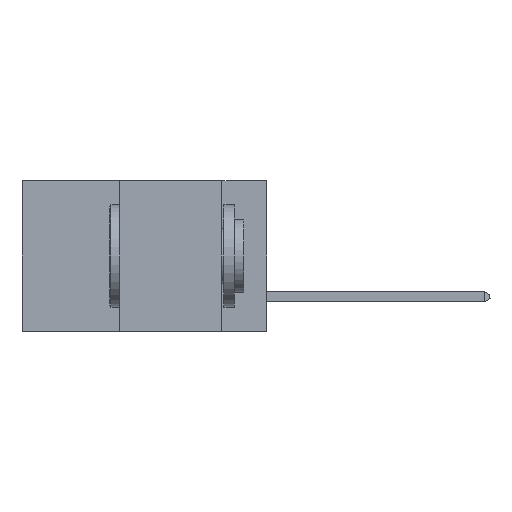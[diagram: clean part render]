
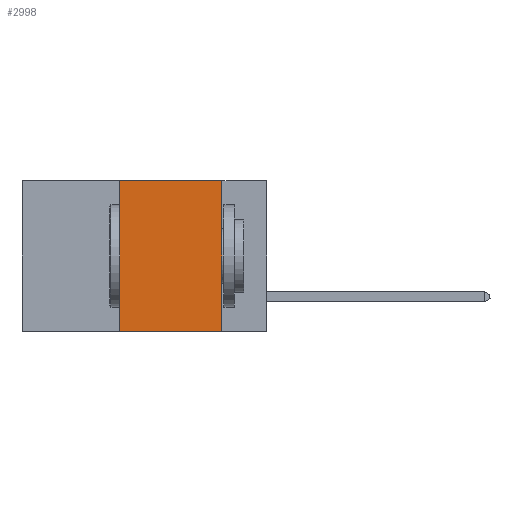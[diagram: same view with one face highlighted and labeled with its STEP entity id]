
A CAD part, left-side view. The second image highlights one B-rep face of the part: STEP entity #2998.
In plain terms, the highlighted planar face has unit normal (-1, 0, 0).
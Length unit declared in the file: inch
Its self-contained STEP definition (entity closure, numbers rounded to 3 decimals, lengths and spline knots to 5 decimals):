
#1643 = CARTESIAN_POINT ( 'NONE',  ( 0., 0.11, 0. ) ) ;
#1874 = DIRECTION ( 'NONE',  ( 0., 0., -1. ) ) ;
#1981 = CARTESIAN_POINT ( 'NONE',  ( 0., 0.6, 0. ) ) ;
#2267 = EDGE_CURVE ( 'NONE', #11652, #18013, #35248, .T. ) ;
#2998 = ADVANCED_FACE ( 'NONE', ( #19772 ), #14323, .F. ) ;
#5652 = DIRECTION ( 'NONE',  ( 0., 0., 1. ) ) ;
#6216 = LINE ( 'NONE', #14704, #37925 ) ;
#6891 = AXIS2_PLACEMENT_3D ( 'NONE', #23338, #23884, #36247 ) ;
#7691 = VECTOR ( 'NONE', #5652, 39.37008 ) ;
#9764 = EDGE_CURVE ( 'NONE', #11652, #40501, #32478, .T. ) ;
#10279 = ORIENTED_EDGE ( 'NONE', *, *, #9764, .F. ) ;
#10420 = ORIENTED_EDGE ( 'NONE', *, *, #22053, .F. ) ;
#10945 = VECTOR ( 'NONE', #37350, 39.37008 ) ;
#11652 = VERTEX_POINT ( 'NONE', #21303 ) ;
#14106 = LINE ( 'NONE', #1981, #28051 ) ;
#14323 = PLANE ( 'NONE',  #6891 ) ;
#14704 = CARTESIAN_POINT ( 'NONE',  ( 0., 0.11, 0. ) ) ;
#17131 = VERTEX_POINT ( 'NONE', #1643 ) ;
#18013 = VERTEX_POINT ( 'NONE', #30696 ) ;
#19772 = FACE_OUTER_BOUND ( 'NONE', #22871, .T. ) ;
#21303 = CARTESIAN_POINT ( 'NONE',  ( 0., 0.36, -0.37 ) ) ;
#22053 = EDGE_CURVE ( 'NONE', #17131, #18013, #6216, .T. ) ;
#22479 = ORIENTED_EDGE ( 'NONE', *, *, #2267, .T. ) ;
#22871 = EDGE_LOOP ( 'NONE', ( #10420, #28735, #10279, #22479 ) ) ;
#23338 = CARTESIAN_POINT ( 'NONE',  ( 0., 0.6, 0. ) ) ;
#23884 = DIRECTION ( 'NONE',  ( 1., 0., 0. ) ) ;
#24465 = CARTESIAN_POINT ( 'NONE',  ( 0., 0.36, 0. ) ) ;
#26774 = DIRECTION ( 'NONE',  ( 0., -1., 0. ) ) ;
#28051 = VECTOR ( 'NONE', #26774, 39.37008 ) ;
#28348 = CARTESIAN_POINT ( 'NONE',  ( 0., 0.6, -0.37 ) ) ;
#28735 = ORIENTED_EDGE ( 'NONE', *, *, #29856, .F. ) ;
#29856 = EDGE_CURVE ( 'NONE', #40501, #17131, #14106, .T. ) ;
#30696 = CARTESIAN_POINT ( 'NONE',  ( 0., 0.11, -0.37 ) ) ;
#32478 = LINE ( 'NONE', #36654, #7691 ) ;
#35248 = LINE ( 'NONE', #28348, #10945 ) ;
#36247 = DIRECTION ( 'NONE',  ( 0., 0., -1. ) ) ;
#36654 = CARTESIAN_POINT ( 'NONE',  ( 0., 0.36, 0. ) ) ;
#37350 = DIRECTION ( 'NONE',  ( 0., -1., 0. ) ) ;
#37925 = VECTOR ( 'NONE', #1874, 39.37008 ) ;
#40501 = VERTEX_POINT ( 'NONE', #24465 ) ;
